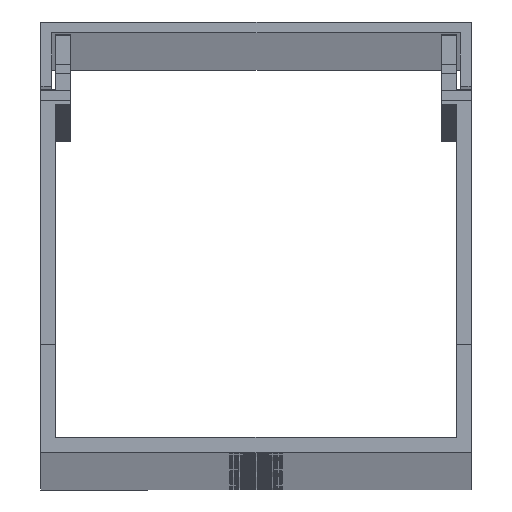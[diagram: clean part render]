
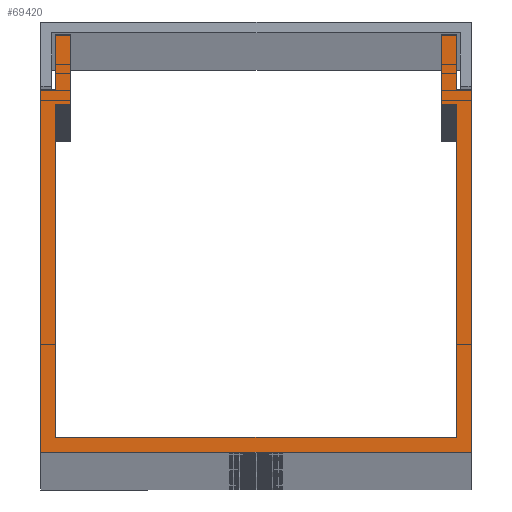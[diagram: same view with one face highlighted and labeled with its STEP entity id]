
A CAD part, top view. The second image highlights one B-rep face of the part: STEP entity #69420.
In plain terms, the highlighted planar face has unit normal (0, 0, 1).
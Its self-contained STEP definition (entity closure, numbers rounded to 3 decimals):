
#183 = VECTOR ( 'NONE', #66079, 1000. ) ;
#221 = CARTESIAN_POINT ( 'NONE',  ( 17.2, 38.8, 1000. ) ) ;
#1216 = LINE ( 'NONE', #44101, #165701 ) ;
#3952 = ORIENTED_EDGE ( 'NONE', *, *, #132445, .T. ) ;
#4033 = DIRECTION ( 'NONE',  ( -1., 0., 0. ) ) ;
#4748 = EDGE_CURVE ( 'NONE', #60952, #179894, #127048, .T. ) ;
#9257 = ORIENTED_EDGE ( 'NONE', *, *, #113154, .T. ) ;
#12863 = CARTESIAN_POINT ( 'NONE',  ( 18.6, 38.8, 1000. ) ) ;
#12990 = FACE_OUTER_BOUND ( 'NONE', #147721, .T. ) ;
#13142 = LINE ( 'NONE', #48865, #63579 ) ;
#13660 = VECTOR ( 'NONE', #191186, 1000. ) ;
#19297 = ORIENTED_EDGE ( 'NONE', *, *, #92440, .T. ) ;
#23247 = CARTESIAN_POINT ( 'NONE',  ( 18.6, 1.4, 1000. ) ) ;
#29024 = LINE ( 'NONE', #12863, #204058 ) ;
#29638 = VECTOR ( 'NONE', #160250, 1000. ) ;
#33486 = CARTESIAN_POINT ( 'NONE',  ( -17.2, 38.8, 1000. ) ) ;
#34964 = LINE ( 'NONE', #143260, #29638 ) ;
#35427 = VERTEX_POINT ( 'NONE', #133946 ) ;
#35656 = EDGE_CURVE ( 'NONE', #98330, #175695, #215832, .T. ) ;
#35942 = CARTESIAN_POINT ( 'NONE',  ( -18.6, 33.75, 1000. ) ) ;
#36120 = VECTOR ( 'NONE', #156051, 1000. ) ;
#36286 = VECTOR ( 'NONE', #51409, 1000. ) ;
#37249 = DIRECTION ( 'NONE',  ( -1., 0., 0. ) ) ;
#39826 = VECTOR ( 'NONE', #37249, 1000. ) ;
#39911 = LINE ( 'NONE', #122650, #124764 ) ;
#39941 = VERTEX_POINT ( 'NONE', #121510 ) ;
#43189 = VERTEX_POINT ( 'NONE', #205672 ) ;
#44101 = CARTESIAN_POINT ( 'NONE',  ( 17.2, 32.35, 1000. ) ) ;
#44868 = EDGE_CURVE ( 'NONE', #128427, #202708, #131698, .T. ) ;
#45284 = LINE ( 'NONE', #49095, #183 ) ;
#48490 = EDGE_CURVE ( 'NONE', #170742, #39941, #13142, .T. ) ;
#48865 = CARTESIAN_POINT ( 'NONE',  ( 18.6, 33.75, 1000. ) ) ;
#49095 = CARTESIAN_POINT ( 'NONE',  ( 18.6, 10.245, 1000. ) ) ;
#51409 = DIRECTION ( 'NONE',  ( 0., -1., 0. ) ) ;
#54595 = VECTOR ( 'NONE', #213172, 1000. ) ;
#55485 = CARTESIAN_POINT ( 'NONE',  ( 20., 0., 1000. ) ) ;
#59907 = ORIENTED_EDGE ( 'NONE', *, *, #211275, .T. ) ;
#60952 = VERTEX_POINT ( 'NONE', #85944 ) ;
#63181 = CARTESIAN_POINT ( 'NONE',  ( -18.6, 38.8, 1000. ) ) ;
#63579 = VECTOR ( 'NONE', #184532, 1000. ) ;
#65118 = DIRECTION ( 'NONE',  ( 0., -1., 0. ) ) ;
#66079 = DIRECTION ( 'NONE',  ( 0., -1., 0. ) ) ;
#68060 = ORIENTED_EDGE ( 'NONE', *, *, #125605, .T. ) ;
#68651 = ORIENTED_EDGE ( 'NONE', *, *, #48490, .T. ) ;
#69420 = ADVANCED_FACE ( 'NONE', ( #12990 ), #75109, .T. ) ;
#71467 = CARTESIAN_POINT ( 'NONE',  ( -20., 33.75, 1000. ) ) ;
#75104 = VECTOR ( 'NONE', #65118, 1000. ) ;
#75109 = PLANE ( 'NONE',  #80471 ) ;
#75387 = ORIENTED_EDGE ( 'NONE', *, *, #35656, .T. ) ;
#75653 = CARTESIAN_POINT ( 'NONE',  ( -18.6, 38.8, 1000. ) ) ;
#76704 = ORIENTED_EDGE ( 'NONE', *, *, #112891, .T. ) ;
#78471 = CARTESIAN_POINT ( 'NONE',  ( 17.2, 38.8, 1000. ) ) ;
#80471 = AXIS2_PLACEMENT_3D ( 'NONE', #175941, #193758, #92190 ) ;
#80653 = VECTOR ( 'NONE', #207797, 1000. ) ;
#81256 = VERTEX_POINT ( 'NONE', #63181 ) ;
#81415 = EDGE_CURVE ( 'NONE', #179894, #35427, #208991, .T. ) ;
#81906 = VECTOR ( 'NONE', #217660, 1000. ) ;
#84551 = CARTESIAN_POINT ( 'NONE',  ( 17.2, 32.35, 1000. ) ) ;
#85944 = CARTESIAN_POINT ( 'NONE',  ( -18.6, 32.35, 1000. ) ) ;
#86719 = LINE ( 'NONE', #221, #36286 ) ;
#90987 = EDGE_CURVE ( 'NONE', #39941, #214314, #29024, .T. ) ;
#92190 = DIRECTION ( 'NONE',  ( 1., 0., 0. ) ) ;
#92440 = EDGE_CURVE ( 'NONE', #43189, #60952, #34964, .T. ) ;
#92611 = CARTESIAN_POINT ( 'NONE',  ( 20., 0., 1000. ) ) ;
#98330 = VERTEX_POINT ( 'NONE', #106229 ) ;
#99984 = ORIENTED_EDGE ( 'NONE', *, *, #100730, .T. ) ;
#100730 = EDGE_CURVE ( 'NONE', #214314, #137357, #86719, .T. ) ;
#106229 = CARTESIAN_POINT ( 'NONE',  ( -20., 0., 1000. ) ) ;
#108963 = CARTESIAN_POINT ( 'NONE',  ( -17.2, 32.35, 1000. ) ) ;
#109241 = CARTESIAN_POINT ( 'NONE',  ( 20., 33.75, 1000. ) ) ;
#110327 = LINE ( 'NONE', #196213, #54595 ) ;
#110494 = DIRECTION ( 'NONE',  ( -1., 0., 0. ) ) ;
#112891 = EDGE_CURVE ( 'NONE', #35427, #81256, #178019, .T. ) ;
#113154 = EDGE_CURVE ( 'NONE', #184106, #148376, #45284, .T. ) ;
#115712 = CARTESIAN_POINT ( 'NONE',  ( 18.6, 32.35, 1000. ) ) ;
#121510 = CARTESIAN_POINT ( 'NONE',  ( 18.6, 38.8, 1000. ) ) ;
#122650 = CARTESIAN_POINT ( 'NONE',  ( 18.6, 1.4, 1000. ) ) ;
#124764 = VECTOR ( 'NONE', #4033, 1000. ) ;
#125605 = EDGE_CURVE ( 'NONE', #81256, #128427, #210186, .T. ) ;
#127048 = LINE ( 'NONE', #170541, #81906 ) ;
#128427 = VERTEX_POINT ( 'NONE', #35942 ) ;
#130372 = ORIENTED_EDGE ( 'NONE', *, *, #81415, .T. ) ;
#131698 = LINE ( 'NONE', #71467, #36120 ) ;
#132445 = EDGE_CURVE ( 'NONE', #148376, #43189, #39911, .T. ) ;
#133039 = VECTOR ( 'NONE', #110494, 1000. ) ;
#133946 = CARTESIAN_POINT ( 'NONE',  ( -17.2, 38.8, 1000. ) ) ;
#137357 = VERTEX_POINT ( 'NONE', #84551 ) ;
#143260 = CARTESIAN_POINT ( 'NONE',  ( -18.6, 1.4, 1000. ) ) ;
#147721 = EDGE_LOOP ( 'NONE', ( #186917, #162824, #75387, #196888, #148472, #68651, #214031, #99984, #59907, #9257, #3952, #19297, #170352, #130372, #76704, #68060 ) ) ;
#148376 = VERTEX_POINT ( 'NONE', #23247 ) ;
#148472 = ORIENTED_EDGE ( 'NONE', *, *, #203348, .T. ) ;
#148630 = DIRECTION ( 'NONE',  ( -1., 0., 0. ) ) ;
#149075 = LINE ( 'NONE', #55485, #13660 ) ;
#152269 = CARTESIAN_POINT ( 'NONE',  ( 20., 33.75, 1000. ) ) ;
#156051 = DIRECTION ( 'NONE',  ( -1., 0., 0. ) ) ;
#156732 = CARTESIAN_POINT ( 'NONE',  ( 20., 0., 1000. ) ) ;
#160250 = DIRECTION ( 'NONE',  ( 0., 1., 0. ) ) ;
#162824 = ORIENTED_EDGE ( 'NONE', *, *, #172795, .T. ) ;
#165523 = EDGE_CURVE ( 'NONE', #175695, #208491, #149075, .T. ) ;
#165701 = VECTOR ( 'NONE', #213756, 1000. ) ;
#166976 = CARTESIAN_POINT ( 'NONE',  ( 18.6, 33.75, 1000. ) ) ;
#169141 = DIRECTION ( 'NONE',  ( 0., 1., 0. ) ) ;
#170352 = ORIENTED_EDGE ( 'NONE', *, *, #4748, .T. ) ;
#170541 = CARTESIAN_POINT ( 'NONE',  ( -17.2, 32.35, 1000. ) ) ;
#170742 = VERTEX_POINT ( 'NONE', #166976 ) ;
#172795 = EDGE_CURVE ( 'NONE', #202708, #98330, #110327, .T. ) ;
#175073 = LINE ( 'NONE', #109241, #39826 ) ;
#175695 = VERTEX_POINT ( 'NONE', #92611 ) ;
#175941 = CARTESIAN_POINT ( 'NONE',  ( -18.6, 33.75, 1000. ) ) ;
#178019 = LINE ( 'NONE', #75653, #133039 ) ;
#179894 = VERTEX_POINT ( 'NONE', #108963 ) ;
#184106 = VERTEX_POINT ( 'NONE', #115712 ) ;
#184532 = DIRECTION ( 'NONE',  ( 0., 1., 0. ) ) ;
#186917 = ORIENTED_EDGE ( 'NONE', *, *, #44868, .T. ) ;
#189586 = CARTESIAN_POINT ( 'NONE',  ( -20., 33.75, 1000. ) ) ;
#191186 = DIRECTION ( 'NONE',  ( 0., 1., 0. ) ) ;
#193758 = DIRECTION ( 'NONE',  ( 0., 0., 1. ) ) ;
#196213 = CARTESIAN_POINT ( 'NONE',  ( -20., 0., 1000. ) ) ;
#196888 = ORIENTED_EDGE ( 'NONE', *, *, #165523, .T. ) ;
#200047 = CARTESIAN_POINT ( 'NONE',  ( -18.6, 33.75, 1000. ) ) ;
#202708 = VERTEX_POINT ( 'NONE', #189586 ) ;
#203348 = EDGE_CURVE ( 'NONE', #208491, #170742, #175073, .T. ) ;
#203728 = VECTOR ( 'NONE', #169141, 1000. ) ;
#204058 = VECTOR ( 'NONE', #148630, 1000. ) ;
#205672 = CARTESIAN_POINT ( 'NONE',  ( -18.6, 1.4, 1000. ) ) ;
#207797 = DIRECTION ( 'NONE',  ( 1., 0., 0. ) ) ;
#208491 = VERTEX_POINT ( 'NONE', #152269 ) ;
#208991 = LINE ( 'NONE', #33486, #203728 ) ;
#210186 = LINE ( 'NONE', #200047, #75104 ) ;
#211275 = EDGE_CURVE ( 'NONE', #137357, #184106, #1216, .T. ) ;
#213172 = DIRECTION ( 'NONE',  ( 0., -1., 0. ) ) ;
#213756 = DIRECTION ( 'NONE',  ( 1., 0., 0. ) ) ;
#214031 = ORIENTED_EDGE ( 'NONE', *, *, #90987, .T. ) ;
#214314 = VERTEX_POINT ( 'NONE', #78471 ) ;
#215832 = LINE ( 'NONE', #156732, #80653 ) ;
#217660 = DIRECTION ( 'NONE',  ( 1., 0., 0. ) ) ;
